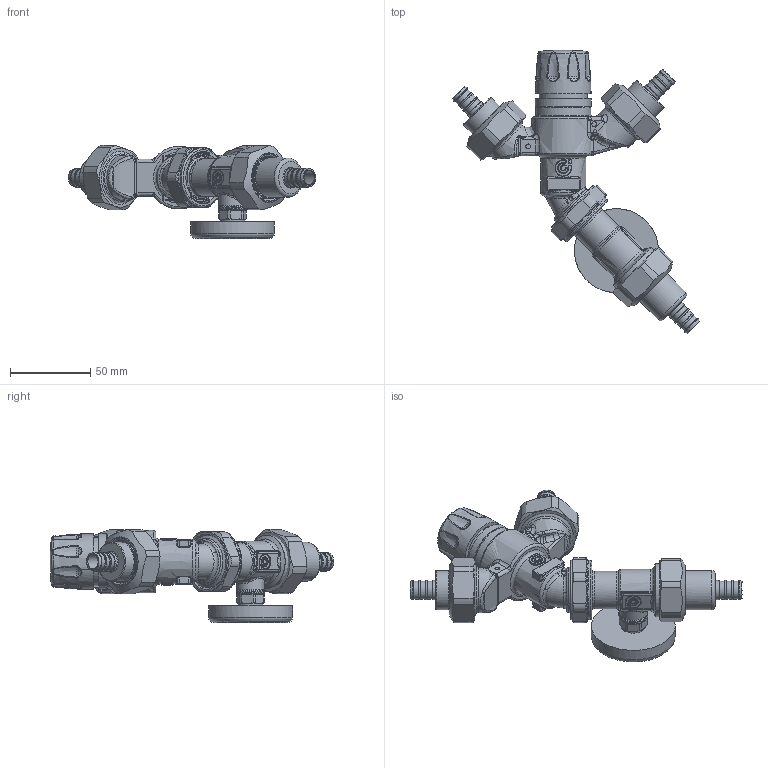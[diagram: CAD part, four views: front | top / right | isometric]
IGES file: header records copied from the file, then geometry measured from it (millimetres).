
Global section: file name: 520414AC; native system: Autodesk Inventor 2024; preprocessor: unknown; author: ischreiner; date: 20250709.090054; units: inch
Bounding box: 154.08 x 176.59 x 57.97 mm (x, y, z)
Volume: 237197.6 mm3; surface area: 76599.8 mm2
Topology: 16 solids, 16 shells, 2095 faces, 5153 edges, 3049 vertices
Faces by surface type: bspline 2095
